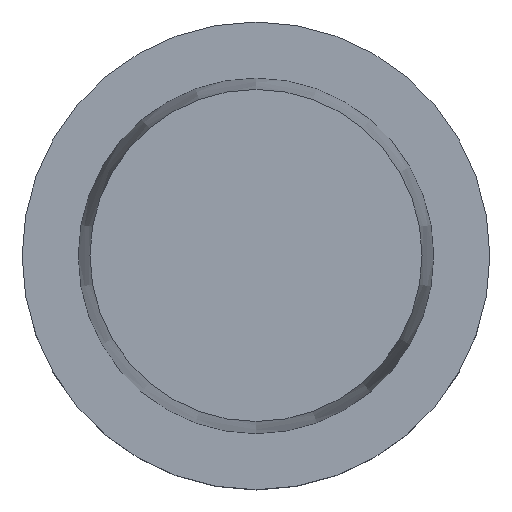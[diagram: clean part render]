
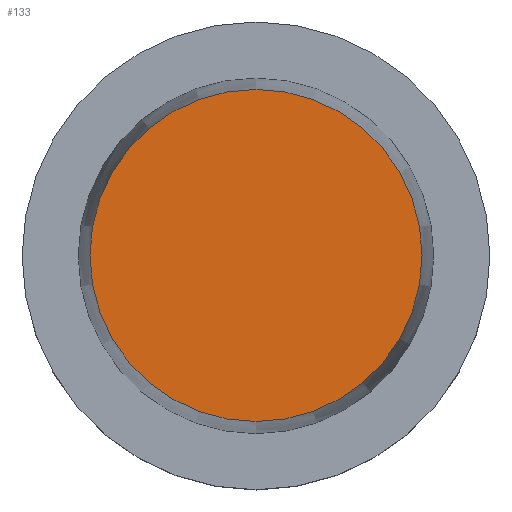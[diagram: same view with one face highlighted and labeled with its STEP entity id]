
A CAD part, top view. The second image highlights one B-rep face of the part: STEP entity #133.
In plain terms, the highlighted planar face has unit normal (0, 0, 1).
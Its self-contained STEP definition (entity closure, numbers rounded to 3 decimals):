
#113=EDGE_CURVE('Unnamed[1]',#271,#271,#272,.T.);
#133=ADVANCED_FACE('Unnamed[1]',(#302),#303,.T.);
#271=VERTEX_POINT('',#483);
#272=CIRCLE('',#484,35.5);
#302=FACE_OUTER_BOUND('',#522,.T.);
#303=PLANE('',#523);
#483=CARTESIAN_POINT('',(0.,35.5,50.0));
#484=AXIS2_PLACEMENT_3D('',#707,#708,#709);
#522=EDGE_LOOP('',(#741));
#523=AXIS2_PLACEMENT_3D('',#742,#743,#744);
#707=CARTESIAN_POINT('',(0.,0.,50.0));
#708=DIRECTION('',(0.,0.,-1.0));
#709=DIRECTION('',(0.,1.0,0.));
#741=ORIENTED_EDGE('',*,*,#113,.F.);
#742=CARTESIAN_POINT('',(0.,17.75,50.0));
#743=DIRECTION('',(0.,0.,1.0));
#744=DIRECTION('',(0.,-1.0,0.));
